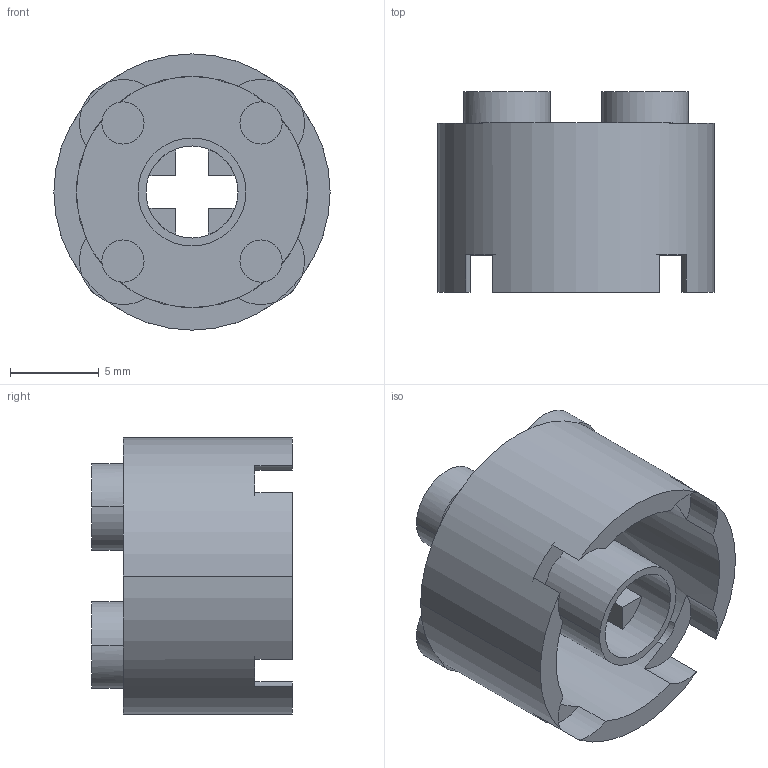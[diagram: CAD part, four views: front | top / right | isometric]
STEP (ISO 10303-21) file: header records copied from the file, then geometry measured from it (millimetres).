
FILE_DESCRIPTION((''),'1');
FILE_NAME('BRICK_THICK_ROUND','2000-08-24T',('ujkopena'),(''),'PRO/ENGINEER BY PARAMETRIC TECHNOLOGY CORPORATION, 1999390','PRO/ENGINEER BY PARAMETRIC TECHNOLOGY CORPORATION, 1999390','');
FILE_SCHEMA(('CONFIG_CONTROL_DESIGN'));
Length unit declared in the file: metre
Products named in the file (1): BRICK_THICK_ROUND
Bounding box: 15.6 x 11.33 x 15.6 mm (x, y, z)
Volume: 864.6 mm3; surface area: 1627.9 mm2
Topology: 1 solids, 1 shells, 69 faces, 188 edges, 122 vertices
Faces by surface type: plane 35, cylinder 34
Entity records: 2278 total; most frequent: DIRECTION 440, CARTESIAN_POINT 379, ORIENTED_EDGE 376, EDGE_CURVE 188, AXIS2_PLACEMENT_3D 183, VERTEX_POINT 122, CIRCLE 114, VECTOR 74
